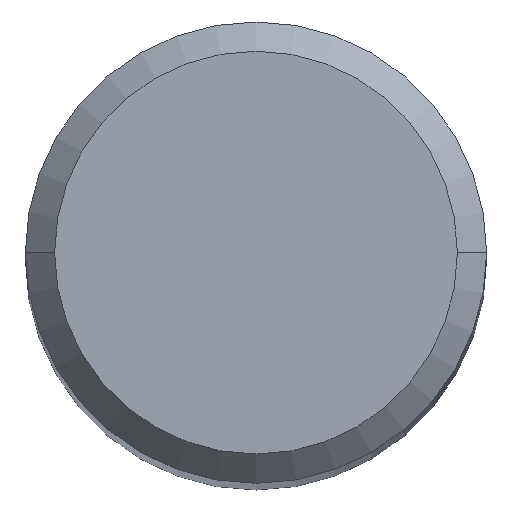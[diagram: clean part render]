
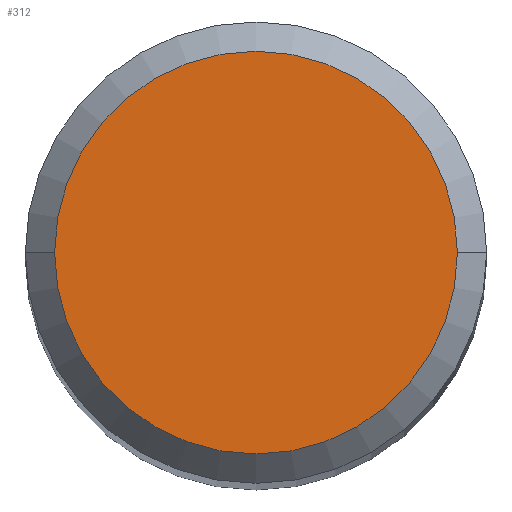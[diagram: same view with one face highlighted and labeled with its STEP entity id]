
A CAD part, top view. The second image highlights one B-rep face of the part: STEP entity #312.
In plain terms, the highlighted planar face has unit normal (0, 0, 1).
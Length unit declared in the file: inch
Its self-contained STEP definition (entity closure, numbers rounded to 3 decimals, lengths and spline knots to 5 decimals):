
#5 = VERTEX_POINT ( 'NONE', #138 ) ;
#12 = PLANE ( 'NONE',  #180 ) ;
#41 = DIRECTION ( 'NONE',  ( 0., 0., 1. ) ) ;
#44 = DIRECTION ( 'NONE',  ( 1., 0., 0. ) ) ;
#59 = EDGE_CURVE ( 'NONE', #205, #5, #165, .T. ) ;
#119 = CIRCLE ( 'NONE', #356, 0.10311 ) ;
#133 = ORIENTED_EDGE ( 'NONE', *, *, #271, .T. ) ;
#134 = CARTESIAN_POINT ( 'NONE',  ( 0., 0., 2.24409 ) ) ;
#137 = DIRECTION ( 'NONE',  ( 0., 0., 1. ) ) ;
#138 = CARTESIAN_POINT ( 'NONE',  ( 0.10311, 0., 2.24409 ) ) ;
#165 = CIRCLE ( 'NONE', #274, 0.10311 ) ;
#168 = CARTESIAN_POINT ( 'NONE',  ( 0., 0., 2.24409 ) ) ;
#178 = CARTESIAN_POINT ( 'NONE',  ( -0.10311, 0., 2.24409 ) ) ;
#180 = AXIS2_PLACEMENT_3D ( 'NONE', #134, #41, #44 ) ;
#197 = CARTESIAN_POINT ( 'NONE',  ( 0., 0., 2.24409 ) ) ;
#199 = ORIENTED_EDGE ( 'NONE', *, *, #59, .T. ) ;
#205 = VERTEX_POINT ( 'NONE', #178 ) ;
#252 = FACE_OUTER_BOUND ( 'NONE', #359, .T. ) ;
#271 = EDGE_CURVE ( 'NONE', #5, #205, #119, .T. ) ;
#274 = AXIS2_PLACEMENT_3D ( 'NONE', #197, #338, #344 ) ;
#278 = DIRECTION ( 'NONE',  ( 1., 0., 0. ) ) ;
#312 = ADVANCED_FACE ( 'NONE', ( #252 ), #12, .T. ) ;
#338 = DIRECTION ( 'NONE',  ( 0., 0., 1. ) ) ;
#344 = DIRECTION ( 'NONE',  ( 1., 0., 0. ) ) ;
#356 = AXIS2_PLACEMENT_3D ( 'NONE', #168, #137, #278 ) ;
#359 = EDGE_LOOP ( 'NONE', ( #199, #133 ) ) ;
